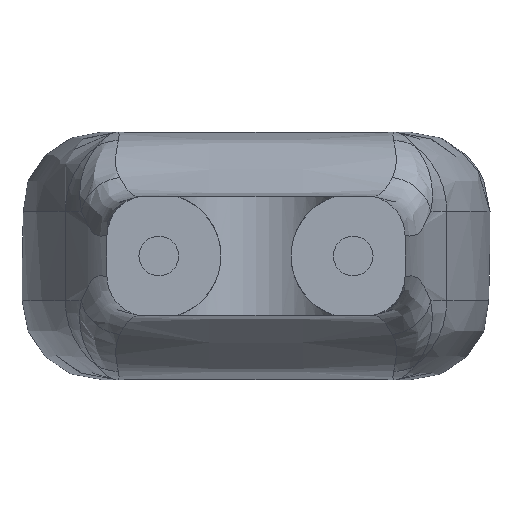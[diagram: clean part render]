
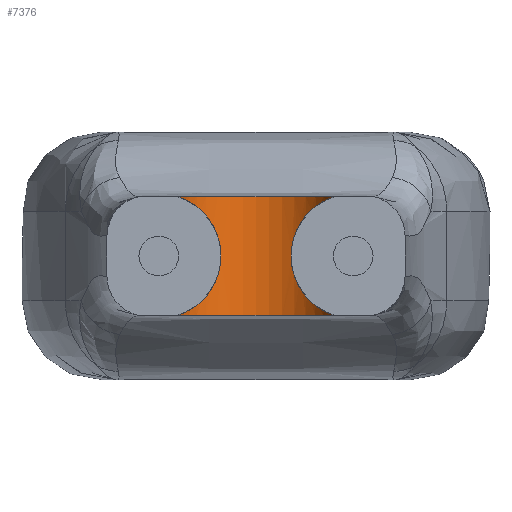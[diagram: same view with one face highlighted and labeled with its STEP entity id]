
A CAD part, front view. The second image highlights one B-rep face of the part: STEP entity #7376.
In plain terms, the highlighted cylindrical face has radius 1.016 mm (diameter 2.032 mm), a partial arc.
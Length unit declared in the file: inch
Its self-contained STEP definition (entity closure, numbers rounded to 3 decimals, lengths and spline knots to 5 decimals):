
#6311 = DIRECTION ( 'NONE',  ( 0., 1., 0. ) ) ;
#6312 = DIRECTION ( 'NONE',  ( 0., 0., 1. ) ) ;
#6313 = CARTESIAN_POINT ( 'NONE',  ( 0., -0.243, 0.03 ) ) ;
#6314 = AXIS2_PLACEMENT_3D ( 'NONE', #6313, #6312, #6311 ) ;
#6315 = CIRCLE ( 'NONE', #6314, 0.04 ) ;
#6316 = CARTESIAN_POINT ( 'NONE',  ( 0., -0.203, 0.03 ) ) ;
#6317 = CARTESIAN_POINT ( 'NONE',  ( -0.03994, -0.2408, 0.03 ) ) ;
#6318 = CARTESIAN_POINT ( 'NONE',  ( -0.03043, -0.21695, -0.02531 ) ) ;
#6319 = CARTESIAN_POINT ( 'NONE',  ( -0.03187, -0.21872, -0.02629 ) ) ;
#6320 = CARTESIAN_POINT ( 'NONE',  ( -0.03967, -0.2359, 0.02992 ) ) ;
#6321 = CARTESIAN_POINT ( 'NONE',  ( -0.03848, -0.23109, 0.0296 ) ) ;
#6322 = CARTESIAN_POINT ( 'NONE',  ( -0.03459, -0.22234, 0.02791 ) ) ;
#6323 = CARTESIAN_POINT ( 'NONE',  ( -0.03181, -0.21838, 0.02648 ) ) ;
#6324 = CARTESIAN_POINT ( 'NONE',  ( -0.02596, -0.21228, 0.02159 ) ) ;
#6325 = CARTESIAN_POINT ( 'NONE',  ( -0.02299, -0.21018, 0.0181 ) ) ;
#6326 = CARTESIAN_POINT ( 'NONE',  ( -0.01883, -0.20763, 0.00969 ) ) ;
#6327 = B_SPLINE_CURVE_WITH_KNOTS ( 'NONE', 3,
 ( #6385, #6384, #6401, #6400, #6399, #6319, #6318, #6390, #6389, #6388, #6387, #6386, #6326, #6325, #6324, #6323, #6322, #6321, #6320, #6317 ),
 .UNSPECIFIED., .F., .F.,
 ( 4, 2, 2, 2, 2, 2, 2, 2, 2, 4 ),
 ( 0., 0.00037, 0.00055, 0.00074, 0.0011, 0.00147, 0.00184, 0.00221, 0.00258, 0.00295 ),
 .UNSPECIFIED. ) ;
#6384 = CARTESIAN_POINT ( 'NONE',  ( -0.03967, -0.23591, -0.02992 ) ) ;
#6385 = CARTESIAN_POINT ( 'NONE',  ( -0.03994, -0.2408, -0.03 ) ) ;
#6386 = CARTESIAN_POINT ( 'NONE',  ( -0.01765, -0.2071, 0.00479 ) ) ;
#6387 = CARTESIAN_POINT ( 'NONE',  ( -0.01767, -0.20712, -0.00493 ) ) ;
#6388 = CARTESIAN_POINT ( 'NONE',  ( -0.01886, -0.20764, -0.00978 ) ) ;
#6389 = CARTESIAN_POINT ( 'NONE',  ( -0.02308, -0.21024, -0.01824 ) ) ;
#6390 = CARTESIAN_POINT ( 'NONE',  ( -0.02608, -0.21238, -0.0217 ) ) ;
#6399 = CARTESIAN_POINT ( 'NONE',  ( -0.03445, -0.22254, -0.02779 ) ) ;
#6400 = CARTESIAN_POINT ( 'NONE',  ( -0.03559, -0.22459, -0.02834 ) ) ;
#6401 = CARTESIAN_POINT ( 'NONE',  ( -0.0385, -0.23114, -0.0296 ) ) ;
#6526 = DIRECTION ( 'NONE',  ( 0., -1., 0. ) ) ;
#6527 = DIRECTION ( 'NONE',  ( 0., 0., -1. ) ) ;
#6528 = CARTESIAN_POINT ( 'NONE',  ( 0., -0.243, -0.03 ) ) ;
#6529 = AXIS2_PLACEMENT_3D ( 'NONE', #6528, #6527, #6526 ) ;
#6530 = CIRCLE ( 'NONE', #6529, 0.04 ) ;
#6531 = CARTESIAN_POINT ( 'NONE',  ( 0., -0.203, -0.03 ) ) ;
#6606 = CARTESIAN_POINT ( 'NONE',  ( 0.03994, -0.2408, 0.03 ) ) ;
#6636 = CYLINDRICAL_SURFACE ( 'NONE', #6701, 0.04 ) ;
#6639 = FACE_OUTER_BOUND ( 'NONE', #7377, .T. ) ;
#6644 = CARTESIAN_POINT ( 'NONE',  ( 0.03994, -0.2408, -0.03 ) ) ;
#6697 = DIRECTION ( 'NONE',  ( -1., 0., 0. ) ) ;
#6698 = DIRECTION ( 'NONE',  ( 0., 0., -1. ) ) ;
#6699 = CARTESIAN_POINT ( 'NONE',  ( 0., -0.243, 0.0625 ) ) ;
#6701 = AXIS2_PLACEMENT_3D ( 'NONE', #6699, #6698, #6697 ) ;
#6771 = CARTESIAN_POINT ( 'NONE',  ( 0.02608, -0.21238, 0.0217 ) ) ;
#6772 = CARTESIAN_POINT ( 'NONE',  ( 0.03043, -0.21695, 0.02531 ) ) ;
#6773 = CARTESIAN_POINT ( 'NONE',  ( 0.03187, -0.21872, 0.02629 ) ) ;
#6774 = CARTESIAN_POINT ( 'NONE',  ( 0.03445, -0.22254, 0.02779 ) ) ;
#6775 = CARTESIAN_POINT ( 'NONE',  ( 0.03559, -0.22459, 0.02834 ) ) ;
#6776 = CARTESIAN_POINT ( 'NONE',  ( 0.0385, -0.23114, 0.0296 ) ) ;
#6777 = CARTESIAN_POINT ( 'NONE',  ( 0.03967, -0.23591, 0.02992 ) ) ;
#6778 = CARTESIAN_POINT ( 'NONE',  ( 0.03994, -0.2408, 0.03 ) ) ;
#6779 = B_SPLINE_CURVE_WITH_KNOTS ( 'NONE', 3,
 ( #6778, #6777, #6776, #6775, #6774, #6773, #6772, #6771, #6815, #6814, #6813, #6812, #6811, #6810, #6809, #6808, #6807, #6806, #6805, #6804 ),
 .UNSPECIFIED., .F., .F.,
 ( 4, 2, 2, 2, 2, 2, 2, 2, 2, 4 ),
 ( 0., 0.00037, 0.00055, 0.00074, 0.0011, 0.00147, 0.00184, 0.00221, 0.00258, 0.00295 ),
 .UNSPECIFIED. ) ;
#6799 = DIRECTION ( 'NONE',  ( 0., 1., 0. ) ) ;
#6800 = DIRECTION ( 'NONE',  ( 0., 0., 1. ) ) ;
#6801 = CARTESIAN_POINT ( 'NONE',  ( 0., -0.243, 0.03 ) ) ;
#6802 = AXIS2_PLACEMENT_3D ( 'NONE', #6801, #6800, #6799 ) ;
#6803 = CIRCLE ( 'NONE', #6802, 0.04 ) ;
#6804 = CARTESIAN_POINT ( 'NONE',  ( 0.03994, -0.2408, -0.03 ) ) ;
#6805 = CARTESIAN_POINT ( 'NONE',  ( 0.03967, -0.2359, -0.02992 ) ) ;
#6806 = CARTESIAN_POINT ( 'NONE',  ( 0.03848, -0.23109, -0.0296 ) ) ;
#6807 = CARTESIAN_POINT ( 'NONE',  ( 0.03459, -0.22234, -0.02791 ) ) ;
#6808 = CARTESIAN_POINT ( 'NONE',  ( 0.03181, -0.21838, -0.02648 ) ) ;
#6809 = CARTESIAN_POINT ( 'NONE',  ( 0.02596, -0.21228, -0.02159 ) ) ;
#6810 = CARTESIAN_POINT ( 'NONE',  ( 0.02299, -0.21018, -0.0181 ) ) ;
#6811 = CARTESIAN_POINT ( 'NONE',  ( 0.01883, -0.20763, -0.00969 ) ) ;
#6812 = CARTESIAN_POINT ( 'NONE',  ( 0.01765, -0.2071, -0.00479 ) ) ;
#6813 = CARTESIAN_POINT ( 'NONE',  ( 0.01767, -0.20712, 0.00493 ) ) ;
#6814 = CARTESIAN_POINT ( 'NONE',  ( 0.01886, -0.20764, 0.00978 ) ) ;
#6815 = CARTESIAN_POINT ( 'NONE',  ( 0.02308, -0.21024, 0.01824 ) ) ;
#6816 = DIRECTION ( 'NONE',  ( 0., -1., 0. ) ) ;
#6817 = DIRECTION ( 'NONE',  ( 0., 0., -1. ) ) ;
#6818 = CARTESIAN_POINT ( 'NONE',  ( 0., -0.243, -0.03 ) ) ;
#6819 = AXIS2_PLACEMENT_3D ( 'NONE', #6818, #6817, #6816 ) ;
#6820 = CIRCLE ( 'NONE', #6819, 0.04 ) ;
#7129 = VERTEX_POINT ( 'NONE', #9010 ) ;
#7138 = VERTEX_POINT ( 'NONE', #9000 ) ;
#7336 = VERTEX_POINT ( 'NONE', #6644 ) ;
#7349 = VERTEX_POINT ( 'NONE', #6606 ) ;
#7359 = ORIENTED_EDGE ( 'NONE', *, *, #7360, .T. ) ;
#7360 = EDGE_CURVE ( 'NONE', #7361, #7336, #6530, .T. ) ;
#7361 = VERTEX_POINT ( 'NONE', #6531 ) ;
#7362 = ORIENTED_EDGE ( 'NONE', *, *, #7399, .F. ) ;
#7375 = ORIENTED_EDGE ( 'NONE', *, *, #7397, .T. ) ;
#7376 = ADVANCED_FACE ( 'NONE', ( #6639 ), #6636, .F. ) ;
#7377 = EDGE_LOOP ( 'NONE', ( #7359, #7362, #7375, #7409, #7404, #7403 ) ) ;
#7396 = EDGE_CURVE ( 'NONE', #7138, #7129, #6327, .T. ) ;
#7397 = EDGE_CURVE ( 'NONE', #7349, #7398, #6315, .T. ) ;
#7398 = VERTEX_POINT ( 'NONE', #6316 ) ;
#7399 = EDGE_CURVE ( 'NONE', #7349, #7336, #6779, .T. ) ;
#7403 = ORIENTED_EDGE ( 'NONE', *, *, #7405, .T. ) ;
#7404 = ORIENTED_EDGE ( 'NONE', *, *, #7396, .F. ) ;
#7405 = EDGE_CURVE ( 'NONE', #7138, #7361, #6820, .T. ) ;
#7409 = ORIENTED_EDGE ( 'NONE', *, *, #7410, .T. ) ;
#7410 = EDGE_CURVE ( 'NONE', #7398, #7129, #6803, .T. ) ;
#9000 = CARTESIAN_POINT ( 'NONE',  ( -0.03994, -0.2408, -0.03 ) ) ;
#9010 = CARTESIAN_POINT ( 'NONE',  ( -0.03994, -0.2408, 0.03 ) ) ;
